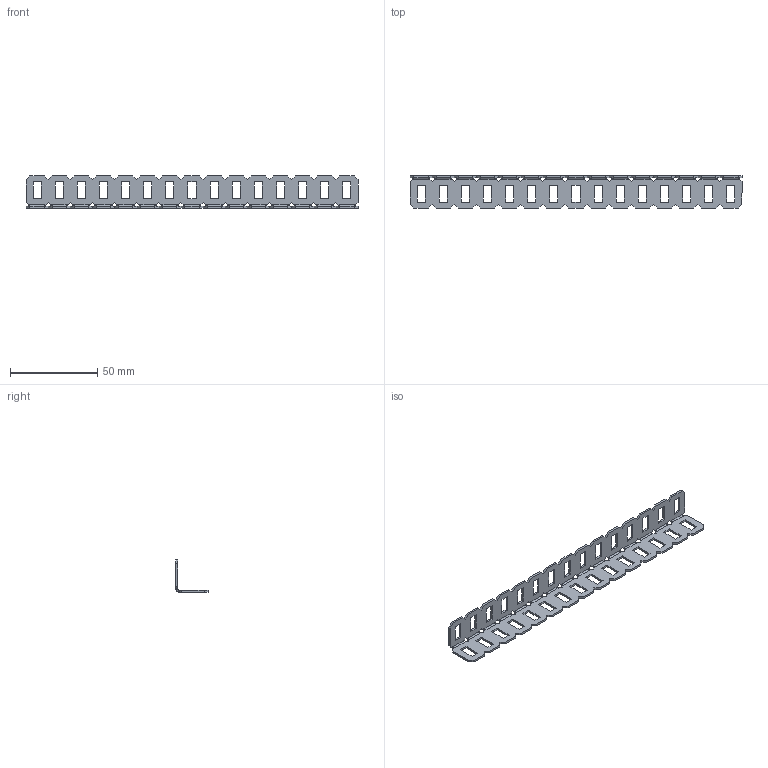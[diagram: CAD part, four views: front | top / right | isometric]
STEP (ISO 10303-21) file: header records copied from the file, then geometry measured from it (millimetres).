
FILE_DESCRIPTION (( 'STEP AP203' ), '1' );
FILE_NAME ('VL-ANG-RR11-15 RevA.STEP', '2007-08-24T14:43:08', ( 'Innovation First, Inc.' ), ( 'Innovation First, Inc.' ), 'SwSTEP 2.0', 'SolidWorks 2006052', '' );
FILE_SCHEMA (( 'CONFIG_CONTROL_DESIGN' ));
Length unit declared in the file: inch
Products named in the file (1): VL-ANG-RR11-15 RevA
Bounding box: 190.5 x 18.49 x 18.49 mm (x, y, z)
Volume: 5900.2 mm3; surface area: 11903.6 mm2
Topology: 1 solids, 1 shells, 368 faces, 1062 edges, 668 vertices
Faces by surface type: plane 278, bspline 60, cylinder 30
Entity records: 13455 total; most frequent: CARTESIAN_POINT 4233, ORIENTED_EDGE 2124, DIRECTION 1470, EDGE_CURVE 1062, VECTOR 852, LINE 852, VERTEX_POINT 668, EDGE_LOOP 428
